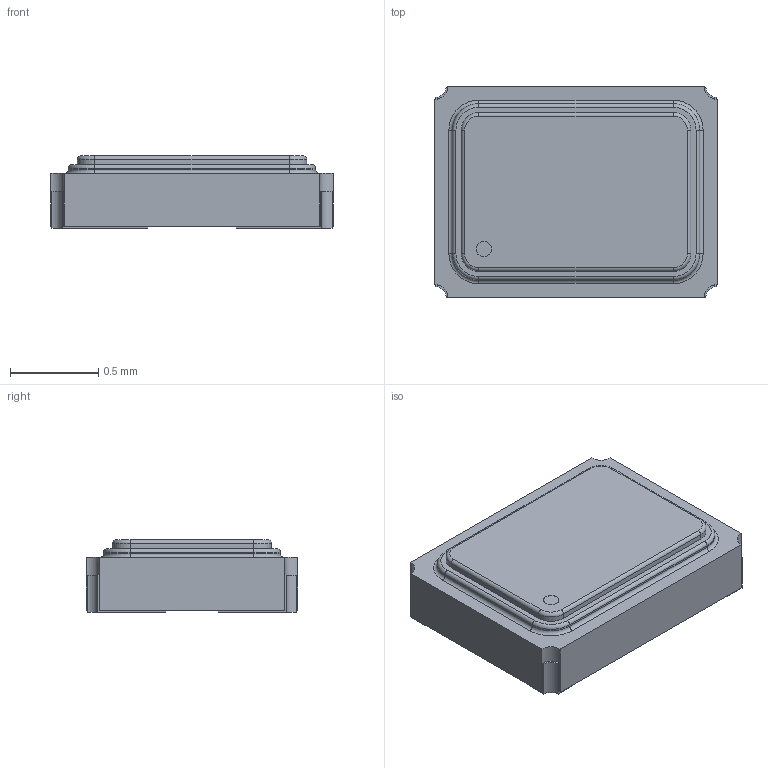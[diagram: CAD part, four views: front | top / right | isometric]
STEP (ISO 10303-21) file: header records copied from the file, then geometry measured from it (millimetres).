
FILE_DESCRIPTION (( 'STEP AP214' ), '1' );
FILE_NAME ('CRYSTAL-SMD_4P-L1.6-W1.2-BL.STEP', '2021-09-27T10:16:52', ( '' ), ( '' ), 'SwSTEP 2.0', 'SolidWorks 2020', '' );
FILE_SCHEMA (( 'AUTOMOTIVE_DESIGN' ));
Length unit declared in the file: millimetre
Products named in the file (1): CRYSTAL-SMD_4P-L1.6-W1.2-BL
Bounding box: 1.6 x 1.2 x 0.41 mm (x, y, z)
Volume: 0.7 mm3; surface area: 5.9 mm2
Topology: 1 solids, 1 shells, 159 faces, 417 edges, 270 vertices
Faces by surface type: plane 95, cylinder 38, bspline 14, torus 12
Entity records: 7338 total; most frequent: CARTESIAN_POINT 1645, ORIENTED_EDGE 834, DIRECTION 777, EDGE_CURVE 417, VECTOR 293, LINE 293, VERTEX_POINT 270, AXIS2_PLACEMENT_3D 242
